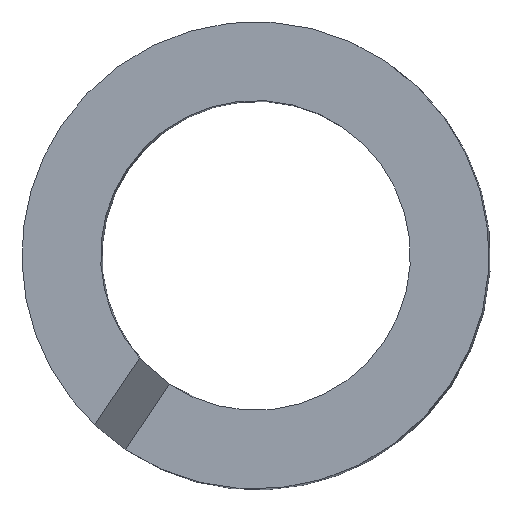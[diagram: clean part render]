
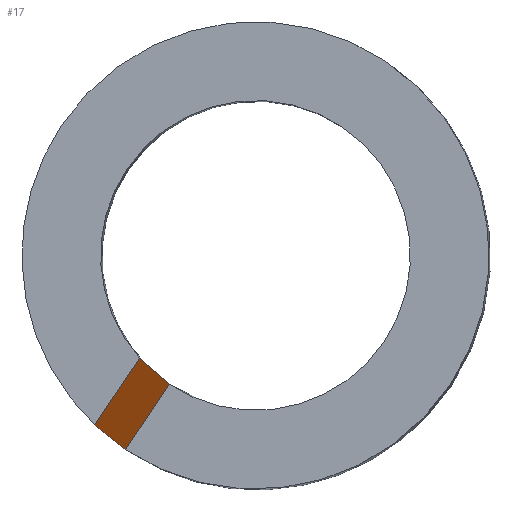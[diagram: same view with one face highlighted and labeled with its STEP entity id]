
A CAD part, front view. The second image highlights one B-rep face of the part: STEP entity #17.
In plain terms, the highlighted planar face has unit normal (0.735, -0.466, -0.492).
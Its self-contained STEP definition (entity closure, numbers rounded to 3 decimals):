
#17 = ADVANCED_FACE('',(#18),#32,.F.);
#18 = FACE_BOUND('',#19,.F.);
#19 = EDGE_LOOP('',(#20,#55,#111,#139));
#20 = ORIENTED_EDGE('',*,*,#21,.T.);
#21 = EDGE_CURVE('',#22,#24,#26,.T.);
#22 = VERTEX_POINT('',#23);
#23 = CARTESIAN_POINT('',(-4.255,-1.518,
    -3.511));
#24 = VERTEX_POINT('',#25);
#25 = CARTESIAN_POINT('',(-2.492,-1.517,
    -0.878));
#26 = SURFACE_CURVE('',#27,(#31,#43),.PCURVE_S1.);
#27 = LINE('',#28,#29);
#28 = CARTESIAN_POINT('',(-4.255,-1.518,
    -3.511));
#29 = VECTOR('',#30,1.);
#30 = DIRECTION('',(0.556,0.,0.831));
#31 = PCURVE('',#32,#37);
#32 = PLANE('',#33);
#33 = AXIS2_PLACEMENT_3D('',#34,#35,#36);
#34 = CARTESIAN_POINT('',(-2.739,0.016,
    -2.699));
#35 = DIRECTION('',(-0.735,0.466,0.492));
#36 = DIRECTION('',(0.387,0.885,-0.259));
#37 = DEFINITIONAL_REPRESENTATION('',(#38),#42);
#38 = LINE('',#39,#40);
#39 = CARTESIAN_POINT('',(-1.733,1.519));
#40 = VECTOR('',#41,1.);
#41 = DIRECTION('',(0.,-1.));
#42 = ( GEOMETRIC_REPRESENTATION_CONTEXT(2) 
PARAMETRIC_REPRESENTATION_CONTEXT() REPRESENTATION_CONTEXT('2D SPACE',''
  ) );
#43 = PCURVE('',#44,#49);
#44 = PLANE('',#45);
#45 = AXIS2_PLACEMENT_3D('',#46,#47,#48);
#46 = CARTESIAN_POINT('',(2.078,-1.549,3.162)
  );
#47 = DIRECTION('',(-0.017,-1.,
    0.012));
#48 = DIRECTION('',(0.831,-0.021,-0.556));
#49 = DEFINITIONAL_REPRESENTATION('',(#50),#54);
#50 = LINE('',#51,#52);
#51 = CARTESIAN_POINT('',(-1.55,-9.068));
#52 = VECTOR('',#53,1.);
#53 = DIRECTION('',(0.,1.));
#54 = ( GEOMETRIC_REPRESENTATION_CONTEXT(2) 
PARAMETRIC_REPRESENTATION_CONTEXT() REPRESENTATION_CONTEXT('2D SPACE',''
  ) );
#55 = ORIENTED_EDGE('',*,*,#56,.F.);
#56 = EDGE_CURVE('',#57,#24,#59,.T.);
#57 = VERTEX_POINT('',#58);
#58 = CARTESIAN_POINT('',(-1.262,1.549,-1.943)
  );
#59 = SURFACE_CURVE('',#60,(#67,#77),.PCURVE_S1.);
#60 = B_SPLINE_CURVE_WITH_KNOTS('',3,(#61,#62,#63,#64,#65,#66),
  .UNSPECIFIED.,.F.,.F.,(4,1,1,4),(0.,0.333,0.667,1.),
  .UNSPECIFIED.);
#61 = CARTESIAN_POINT('',(-1.262,1.549,-1.943)
  );
#62 = CARTESIAN_POINT('',(-1.411,1.208,-1.843)
  );
#63 = CARTESIAN_POINT('',(-1.702,0.525,-1.631
    ));
#64 = CARTESIAN_POINT('',(-2.112,-0.498,
    -1.276));
#65 = CARTESIAN_POINT('',(-2.369,-1.178,-1.015
    ));
#66 = CARTESIAN_POINT('',(-2.492,-1.517,
    -0.878));
#67 = PCURVE('',#32,#68);
#68 = DEFINITIONAL_REPRESENTATION('',(#69),#76);
#69 = B_SPLINE_CURVE_WITH_KNOTS('',3,(#70,#71,#72,#73,#74,#75),
  .UNSPECIFIED.,.F.,.F.,(4,1,1,4),(0.,0.333,0.667,1.),
  .UNSPECIFIED.);
#70 = CARTESIAN_POINT('',(1.733,-1.45));
#71 = CARTESIAN_POINT('',(1.347,-1.45));
#72 = CARTESIAN_POINT('',(0.575,-1.464));
#73 = CARTESIAN_POINT('',(-0.581,-1.531));
#74 = CARTESIAN_POINT('',(-1.349,-1.605));
#75 = CARTESIAN_POINT('',(-1.733,-1.65));
#76 = ( GEOMETRIC_REPRESENTATION_CONTEXT(2) 
PARAMETRIC_REPRESENTATION_CONTEXT() REPRESENTATION_CONTEXT('2D SPACE',''
  ) );
#77 = PCURVE('',#78,#83);
#78 = CYLINDRICAL_SURFACE('',#79,6.1);
#79 = AXIS2_PLACEMENT_3D('',#80,#81,#82);
#80 = CARTESIAN_POINT('',(2.078,-1.549,3.162)
  );
#81 = DIRECTION('',(0.017,1.,-0.012
    ));
#82 = DIRECTION('',(0.831,-0.021,-0.556));
#83 = DEFINITIONAL_REPRESENTATION('',(#84),#110);
#84 = B_SPLINE_CURVE_WITH_KNOTS('',3,(#85,#86,#87,#88,#89,#90,#91,#92,
    #93,#94,#95,#96,#97,#98,#99,#100,#101,#102,#103,#104,#105,#106,#107,
    #108,#109),.UNSPECIFIED.,.F.,.F.,(4,1,1,1,1,1,1,1,1,1,1,1,1,1,1,1,1,
    1,1,1,1,1,4),(0.,0.045,0.091,
    0.136,0.182,0.227,0.273,
    0.318,0.364,0.409,0.455,0.5,
    0.545,0.591,0.636,0.682,
    0.727,0.773,0.818,0.864,
    0.909,0.955,1.),.QUASI_UNIFORM_KNOTS.);
#85 = CARTESIAN_POINT('',(1.571,3.1));
#86 = CARTESIAN_POINT('',(1.575,3.053));
#87 = CARTESIAN_POINT('',(1.582,2.959));
#88 = CARTESIAN_POINT('',(1.594,2.817));
#89 = CARTESIAN_POINT('',(1.606,2.676));
#90 = CARTESIAN_POINT('',(1.617,2.535));
#91 = CARTESIAN_POINT('',(1.629,2.394));
#92 = CARTESIAN_POINT('',(1.64,2.253));
#93 = CARTESIAN_POINT('',(1.652,2.112));
#94 = CARTESIAN_POINT('',(1.664,1.971));
#95 = CARTESIAN_POINT('',(1.675,1.829));
#96 = CARTESIAN_POINT('',(1.687,1.688));
#97 = CARTESIAN_POINT('',(1.698,1.547));
#98 = CARTESIAN_POINT('',(1.71,1.406));
#99 = CARTESIAN_POINT('',(1.722,1.265));
#100 = CARTESIAN_POINT('',(1.733,1.125));
#101 = CARTESIAN_POINT('',(1.745,0.984));
#102 = CARTESIAN_POINT('',(1.757,0.843));
#103 = CARTESIAN_POINT('',(1.769,0.702));
#104 = CARTESIAN_POINT('',(1.78,0.562));
#105 = CARTESIAN_POINT('',(1.792,0.421));
#106 = CARTESIAN_POINT('',(1.804,0.281));
#107 = CARTESIAN_POINT('',(1.816,0.14));
#108 = CARTESIAN_POINT('',(1.824,0.047));
#109 = CARTESIAN_POINT('',(1.828,0.));
#110 = ( GEOMETRIC_REPRESENTATION_CONTEXT(2) 
PARAMETRIC_REPRESENTATION_CONTEXT() REPRESENTATION_CONTEXT('2D SPACE',''
  ) );
#111 = ORIENTED_EDGE('',*,*,#112,.F.);
#112 = EDGE_CURVE('',#113,#57,#115,.T.);
#113 = VERTEX_POINT('',#114);
#114 = CARTESIAN_POINT('',(-2.986,1.549,
    -4.519));
#115 = SURFACE_CURVE('',#116,(#120,#127),.PCURVE_S1.);
#116 = LINE('',#117,#118);
#117 = CARTESIAN_POINT('',(-2.986,1.549,
    -4.519));
#118 = VECTOR('',#119,1.);
#119 = DIRECTION('',(0.556,0.,0.831));
#120 = PCURVE('',#32,#121);
#121 = DEFINITIONAL_REPRESENTATION('',(#122),#126);
#122 = LINE('',#123,#124);
#123 = CARTESIAN_POINT('',(1.733,1.65));
#124 = VECTOR('',#125,1.);
#125 = DIRECTION('',(0.,-1.));
#126 = ( GEOMETRIC_REPRESENTATION_CONTEXT(2) 
PARAMETRIC_REPRESENTATION_CONTEXT() REPRESENTATION_CONTEXT('2D SPACE',''
  ) );
#127 = PCURVE('',#128,#133);
#128 = PLANE('',#129);
#129 = AXIS2_PLACEMENT_3D('',#130,#131,#132);
#130 = CARTESIAN_POINT('',(2.132,1.55,3.126)
  );
#131 = DIRECTION('',(-0.017,-1.,
    0.012));
#132 = DIRECTION('',(0.831,-0.021,-0.556));
#133 = DEFINITIONAL_REPRESENTATION('',(#134),#138);
#134 = LINE('',#135,#136);
#135 = CARTESIAN_POINT('',(0.,-9.2));
#136 = VECTOR('',#137,1.);
#137 = DIRECTION('',(0.,1.));
#138 = ( GEOMETRIC_REPRESENTATION_CONTEXT(2) 
PARAMETRIC_REPRESENTATION_CONTEXT() REPRESENTATION_CONTEXT('2D SPACE',''
  ) );
#139 = ORIENTED_EDGE('',*,*,#140,.T.);
#140 = EDGE_CURVE('',#113,#22,#141,.T.);
#141 = SURFACE_CURVE('',#142,(#147,#155),.PCURVE_S1.);
#142 = B_SPLINE_CURVE_WITH_KNOTS('',3,(#143,#144,#145,#146),
  .UNSPECIFIED.,.F.,.F.,(4,4),(0.,1.),.PIECEWISE_BEZIER_KNOTS.);
#143 = CARTESIAN_POINT('',(-2.986,1.549,
    -4.519));
#144 = CARTESIAN_POINT('',(-3.434,0.525,
    -4.219));
#145 = CARTESIAN_POINT('',(-3.857,-0.497,
    -3.884));
#146 = CARTESIAN_POINT('',(-4.255,-1.518,
    -3.511));
#147 = PCURVE('',#32,#148);
#148 = DEFINITIONAL_REPRESENTATION('',(#149),#154);
#149 = B_SPLINE_CURVE_WITH_KNOTS('',3,(#150,#151,#152,#153),
  .UNSPECIFIED.,.F.,.F.,(4,4),(0.,1.),.PIECEWISE_BEZIER_KNOTS.);
#150 = CARTESIAN_POINT('',(1.733,1.65));
#151 = CARTESIAN_POINT('',(0.576,1.65));
#152 = CARTESIAN_POINT('',(-0.579,1.607));
#153 = CARTESIAN_POINT('',(-1.733,1.519));
#154 = ( GEOMETRIC_REPRESENTATION_CONTEXT(2) 
PARAMETRIC_REPRESENTATION_CONTEXT() REPRESENTATION_CONTEXT('2D SPACE',''
  ) );
#155 = PCURVE('',#156,#161);
#156 = CYLINDRICAL_SURFACE('',#157,9.2);
#157 = AXIS2_PLACEMENT_3D('',#158,#159,#160);
#158 = CARTESIAN_POINT('',(2.078,-1.549,3.162
    ));
#159 = DIRECTION('',(0.017,1.,
    -0.012));
#160 = DIRECTION('',(0.831,-0.021,-0.556));
#161 = DEFINITIONAL_REPRESENTATION('',(#162),#188);
#162 = B_SPLINE_CURVE_WITH_KNOTS('',3,(#163,#164,#165,#166,#167,#168,
    #169,#170,#171,#172,#173,#174,#175,#176,#177,#178,#179,#180,#181,
    #182,#183,#184,#185,#186,#187),.UNSPECIFIED.,.F.,.F.,(4,1,1,1,1,1,1,
    1,1,1,1,1,1,1,1,1,1,1,1,1,1,1,4),(0.,0.045,
    0.091,0.136,0.182,0.227,
    0.273,0.318,0.364,0.409,
    0.455,0.5,0.545,0.591,0.636,
    0.682,0.727,0.773,0.818,
    0.864,0.909,0.955,1.),
  .QUASI_UNIFORM_KNOTS.);
#163 = CARTESIAN_POINT('',(1.571,3.1));
#164 = CARTESIAN_POINT('',(1.573,3.053));
#165 = CARTESIAN_POINT('',(1.578,2.959));
#166 = CARTESIAN_POINT('',(1.586,2.818));
#167 = CARTESIAN_POINT('',(1.594,2.677));
#168 = CARTESIAN_POINT('',(1.601,2.536));
#169 = CARTESIAN_POINT('',(1.609,2.395));
#170 = CARTESIAN_POINT('',(1.617,2.254));
#171 = CARTESIAN_POINT('',(1.624,2.113));
#172 = CARTESIAN_POINT('',(1.632,1.972));
#173 = CARTESIAN_POINT('',(1.64,1.831));
#174 = CARTESIAN_POINT('',(1.648,1.69));
#175 = CARTESIAN_POINT('',(1.655,1.549));
#176 = CARTESIAN_POINT('',(1.663,1.408));
#177 = CARTESIAN_POINT('',(1.671,1.267));
#178 = CARTESIAN_POINT('',(1.678,1.126));
#179 = CARTESIAN_POINT('',(1.686,0.985));
#180 = CARTESIAN_POINT('',(1.694,0.845));
#181 = CARTESIAN_POINT('',(1.701,0.704));
#182 = CARTESIAN_POINT('',(1.709,0.563));
#183 = CARTESIAN_POINT('',(1.717,0.422));
#184 = CARTESIAN_POINT('',(1.725,0.281));
#185 = CARTESIAN_POINT('',(1.732,0.141));
#186 = CARTESIAN_POINT('',(1.737,0.047));
#187 = CARTESIAN_POINT('',(1.74,0.));
#188 = ( GEOMETRIC_REPRESENTATION_CONTEXT(2) 
PARAMETRIC_REPRESENTATION_CONTEXT() REPRESENTATION_CONTEXT('2D SPACE',''
  ) );
